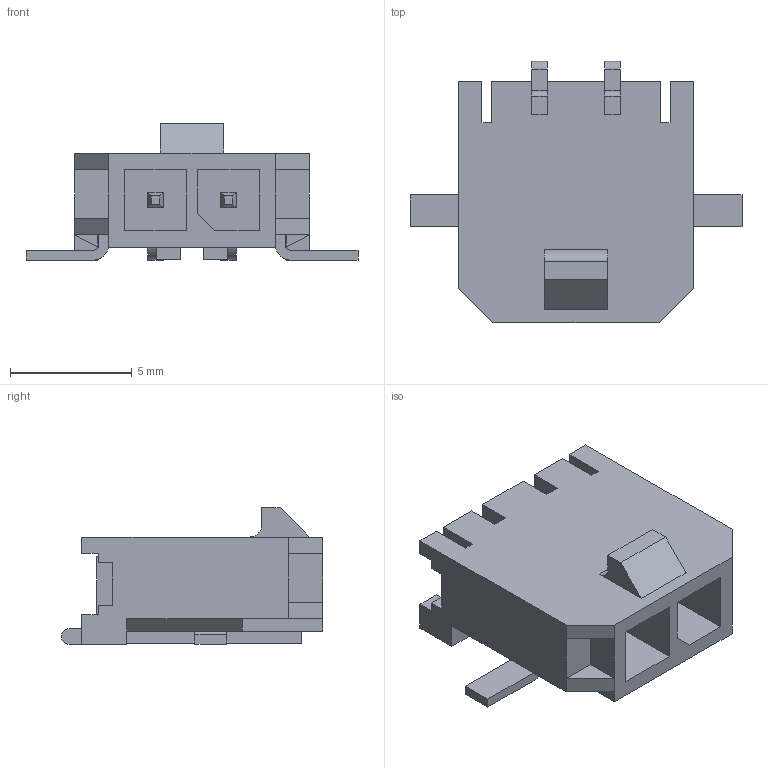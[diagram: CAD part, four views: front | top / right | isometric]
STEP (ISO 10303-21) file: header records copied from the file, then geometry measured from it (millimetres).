
FILE_DESCRIPTION(/* description */ (''),/* implementation_level */ '2;1');
FILE_NAME(/* name */ 'MOLEX_43650-0213.stp',/* time_stamp */ '2020-04-12T20:17:39-04:00',/* author */ ('huesof'),/* organization */ (''),/* preprocessor_version */ 'ST-DEVELOPER v18',/* originating_system */ 'Autodesk Inventor 2020',/* authorisation */ '');
FILE_SCHEMA (('AUTOMOTIVE_DESIGN { 1 0 10303 214 3 1 1 }'));
Length unit declared in the file: millimetre
Products named in the file (1): MOLEX_43650-0213
Bounding box: 13.65 x 10.74 x 5.61 mm (x, y, z)
Volume: 256.3 mm3; surface area: 625.3 mm2
Topology: 8 solids, 8 shells, 186 faces, 481 edges, 314 vertices
Faces by surface type: plane 175, cylinder 11
Entity records: 5590 total; most frequent: CARTESIAN_POINT 982, ORIENTED_EDGE 962, DIRECTION 877, EDGE_CURVE 481, LINE 459, VECTOR 459, VERTEX_POINT 314, AXIS2_PLACEMENT_3D 209
